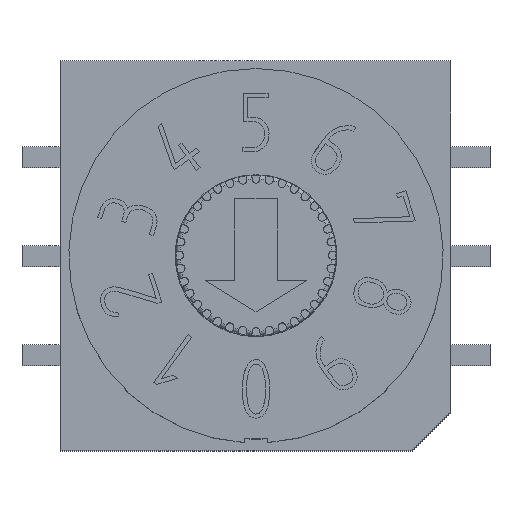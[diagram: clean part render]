
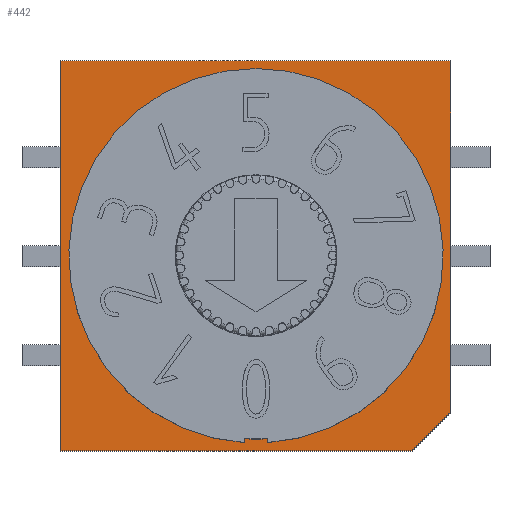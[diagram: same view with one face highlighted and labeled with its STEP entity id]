
A CAD part, top view. The second image highlights one B-rep face of the part: STEP entity #442.
In plain terms, the highlighted planar face has unit normal (0, 0, 1).
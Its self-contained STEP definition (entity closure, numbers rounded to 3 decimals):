
#442 = ADVANCED_FACE( '', ( #1190, #1191 ), #1192, .T. );
#1190 = FACE_OUTER_BOUND( '', #2275, .T. );
#1191 = FACE_BOUND( '', #2276, .T. );
#1192 = PLANE( '', #2277 );
#2275 = EDGE_LOOP( '', ( #3573, #3574, #3575, #3576, #3577 ) );
#2276 = EDGE_LOOP( '', ( #3578, #3579, #3580, #3581 ) );
#2277 = AXIS2_PLACEMENT_3D( '', #3582, #3583, #3584 );
#3573 = ORIENTED_EDGE( '', *, *, #7092, .T. );
#3574 = ORIENTED_EDGE( '', *, *, #7093, .T. );
#3575 = ORIENTED_EDGE( '', *, *, #7094, .T. );
#3576 = ORIENTED_EDGE( '', *, *, #7095, .T. );
#3577 = ORIENTED_EDGE( '', *, *, #7096, .T. );
#3578 = ORIENTED_EDGE( '', *, *, #7097, .T. );
#3579 = ORIENTED_EDGE( '', *, *, #7098, .F. );
#3580 = ORIENTED_EDGE( '', *, *, #7099, .F. );
#3581 = ORIENTED_EDGE( '', *, *, #7100, .F. );
#3582 = CARTESIAN_POINT( '', ( -5., -5., 2.8 ) );
#3583 = DIRECTION( '', ( 0., 0., 1. ) );
#3584 = DIRECTION( '', ( 1., 0., 0. ) );
#7092 = EDGE_CURVE( '', #8533, #8534, #8535, .T. );
#7093 = EDGE_CURVE( '', #8534, #8536, #8537, .F. );
#7094 = EDGE_CURVE( '', #8536, #8538, #8539, .T. );
#7095 = EDGE_CURVE( '', #8538, #8540, #8541, .T. );
#7096 = EDGE_CURVE( '', #8540, #8533, #8542, .T. );
#7097 = EDGE_CURVE( '', #8543, #8544, #8545, .T. );
#7098 = EDGE_CURVE( '', #8546, #8544, #8547, .T. );
#7099 = EDGE_CURVE( '', #8548, #8546, #8549, .T. );
#7100 = EDGE_CURVE( '', #8543, #8548, #8550, .T. );
#8533 = VERTEX_POINT( '', #10595 );
#8534 = VERTEX_POINT( '', #10596 );
#8535 = LINE( '', #10597, #10598 );
#8536 = VERTEX_POINT( '', #10599 );
#8537 = LINE( '', #10600, #10601 );
#8538 = VERTEX_POINT( '', #10602 );
#8539 = LINE( '', #10603, #10604 );
#8540 = VERTEX_POINT( '', #10605 );
#8541 = LINE( '', #10606, #10607 );
#8542 = LINE( '', #10608, #10609 );
#8543 = VERTEX_POINT( '', #10610 );
#8544 = VERTEX_POINT( '', #10611 );
#8545 = CIRCLE( '', #10612, 4.8 );
#8546 = VERTEX_POINT( '', #10613 );
#8547 = LINE( '', #10614, #10615 );
#8548 = VERTEX_POINT( '', #10616 );
#8549 = CIRCLE( '', #10617, 4.7 );
#8550 = LINE( '', #10618, #10619 );
#10595 = CARTESIAN_POINT( '', ( -5., -5., 2.8 ) );
#10596 = CARTESIAN_POINT( '', ( 4., -5., 2.8 ) );
#10597 = CARTESIAN_POINT( '', ( -5., -5., 2.8 ) );
#10598 = VECTOR( '', #13723, 1000. );
#10599 = CARTESIAN_POINT( '', ( 5., -4., 2.8 ) );
#10600 = CARTESIAN_POINT( '', ( -0.5, -9.5, 2.8 ) );
#10601 = VECTOR( '', #13724, 1000. );
#10602 = CARTESIAN_POINT( '', ( 5., 5., 2.8 ) );
#10603 = CARTESIAN_POINT( '', ( 5., -5., 2.8 ) );
#10604 = VECTOR( '', #13725, 1000. );
#10605 = CARTESIAN_POINT( '', ( -5., 5., 2.8 ) );
#10606 = CARTESIAN_POINT( '', ( 5., 5., 2.8 ) );
#10607 = VECTOR( '', #13726, 1000. );
#10608 = CARTESIAN_POINT( '', ( -5., 5., 2.8 ) );
#10609 = VECTOR( '', #13727, 1000. );
#10610 = CARTESIAN_POINT( '', ( -0.303, -4.79, 2.8 ) );
#10611 = CARTESIAN_POINT( '', ( 0.303, -4.79, 2.8 ) );
#10612 = AXIS2_PLACEMENT_3D( '', #13728, #13729, #13730 );
#10613 = CARTESIAN_POINT( '', ( 0.297, -4.691, 2.8 ) );
#10614 = CARTESIAN_POINT( '', ( 0.303, -4.79, 2.8 ) );
#10615 = VECTOR( '', #13731, 1000. );
#10616 = CARTESIAN_POINT( '', ( -0.297, -4.691, 2.8 ) );
#10617 = AXIS2_PLACEMENT_3D( '', #13732, #13733, #13734 );
#10618 = CARTESIAN_POINT( '', ( -0.297, -4.691, 2.8 ) );
#10619 = VECTOR( '', #13735, 1000. );
#13723 = DIRECTION( '', ( 1., 0., 0. ) );
#13724 = DIRECTION( '', ( -0.707, -0.707, 0. ) );
#13725 = DIRECTION( '', ( 0., 1., 0. ) );
#13726 = DIRECTION( '', ( -1., 0., 0. ) );
#13727 = DIRECTION( '', ( 0., -1., 0. ) );
#13728 = CARTESIAN_POINT( '', ( 0., 0., 2.8 ) );
#13729 = DIRECTION( '', ( 0., 0., -1. ) );
#13730 = DIRECTION( '', ( 1., 0., 0. ) );
#13731 = DIRECTION( '', ( 0.063, -0.998, 0. ) );
#13732 = CARTESIAN_POINT( '', ( 0., 0., 2.8 ) );
#13733 = DIRECTION( '', ( 0., 0., 1. ) );
#13734 = DIRECTION( '', ( 1., 0., 0. ) );
#13735 = DIRECTION( '', ( 0.063, 0.998, 0. ) );
